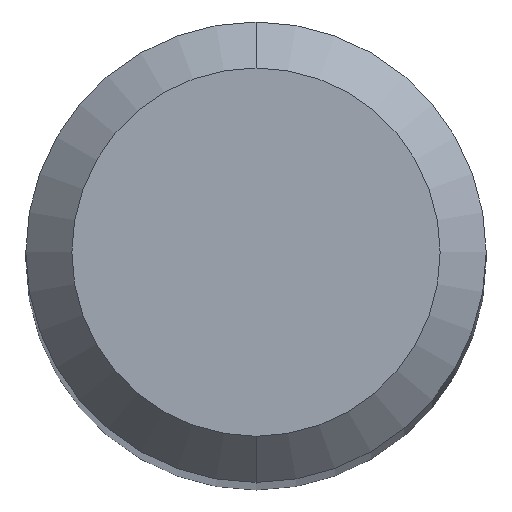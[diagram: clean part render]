
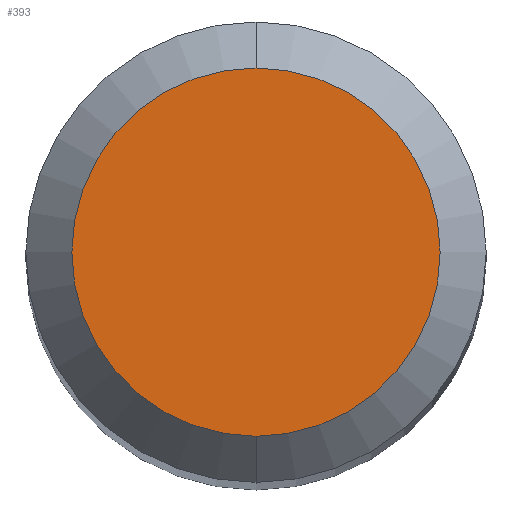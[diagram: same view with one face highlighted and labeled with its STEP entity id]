
A CAD part, top view. The second image highlights one B-rep face of the part: STEP entity #393.
In plain terms, the highlighted planar face has unit normal (0, 0, 1).
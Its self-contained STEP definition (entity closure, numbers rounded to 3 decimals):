
#179=EDGE_CURVE('',#271,#389,#473,.T.);
#271=VERTEX_POINT('',#574);
#365=EDGE_CURVE('',#389,#271,#678,.T.);
#389=VERTEX_POINT('',#703);
#393=ADVANCED_FACE('',(#707),#708,.T.);
#473=CIRCLE('',#795,1.2);
#574=CARTESIAN_POINT('',(0.0,1.2,0.0));
#678=CIRCLE('',#1217,1.2);
#703=CARTESIAN_POINT('',(0.,-1.2,0.0));
#707=FACE_OUTER_BOUND('',#1273,.T.);
#708=PLANE('',#1274);
#795=AXIS2_PLACEMENT_3D('',#1412,#1413,#1414);
#1217=AXIS2_PLACEMENT_3D('',#1623,#1624,#1625);
#1273=EDGE_LOOP('',(#1643,#1644));
#1274=AXIS2_PLACEMENT_3D('',#1645,#1646,#1647);
#1412=CARTESIAN_POINT('',(0.0,0.0,0.0));
#1413=DIRECTION('',(0.0,0.0,-1.0));
#1414=DIRECTION('',(0.0,1.0,0.0));
#1623=CARTESIAN_POINT('',(0.0,0.0,0.0));
#1624=DIRECTION('',(0.0,0.0,-1.0));
#1625=DIRECTION('',(0.0,1.0,0.0));
#1643=ORIENTED_EDGE('',*,*,#179,.F.);
#1644=ORIENTED_EDGE('',*,*,#365,.F.);
#1645=CARTESIAN_POINT('',(0.0,0.6,0.0));
#1646=DIRECTION('',(-0.0,0.0,1.0));
#1647=DIRECTION('',(0.0,-1.0,0.0));
